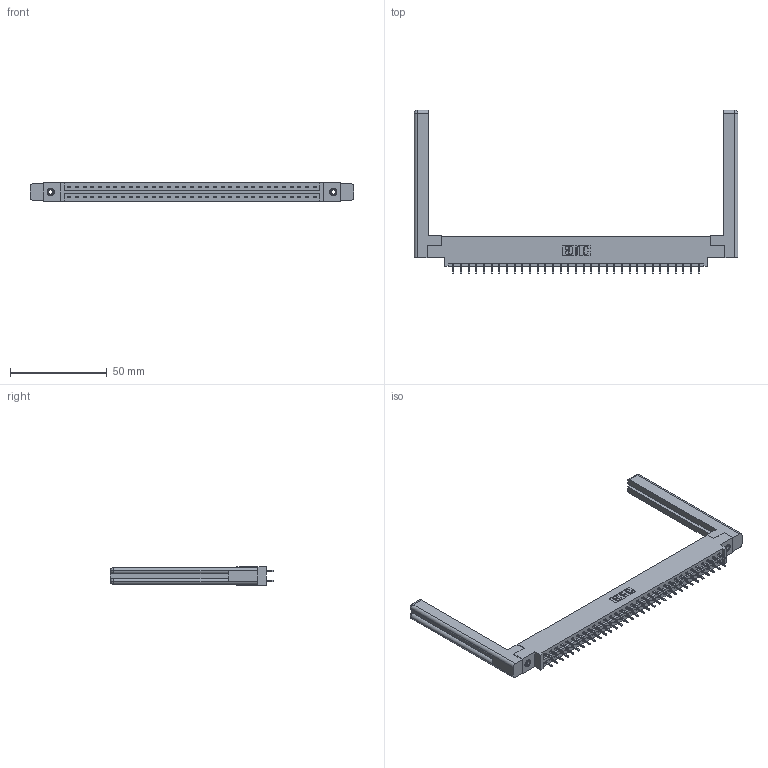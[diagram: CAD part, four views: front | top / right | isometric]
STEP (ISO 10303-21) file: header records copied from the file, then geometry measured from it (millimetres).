
FILE_DESCRIPTION (( 'STEP AP203' ), '1' );
FILE_NAME ('337-066-521-858.STEP', '2019-10-12T00:41:07', ( '' ), ( '' ), 'SwSTEP 2.0', 'SolidWorks 2016', '' );
FILE_SCHEMA (( 'CONFIG_CONTROL_DESIGN' ));
Length unit declared in the file: inch
Products named in the file (5): 337-066-521-858; 345-250-001_345-250-001-102; 307-220-058; 337 Part_0.170 Offset - 0.156 Dia-TI; 345-292-001_345-293-121
Assembly tree (71 placements, depth 2):
  337-066-521-858
    337 Part_0.170 Offset - 0.156 Dia-TI
    345-292-001_345-293-121  x66
    345-250-001_345-250-001-102  x2
    307-220-058  x2
Bounding box: 167.39 x 84.46 x 9.4 mm (x, y, z)
Volume: 24518.6 mm3; surface area: 24515.4 mm2
Topology: 71 solids, 71 shells, 3824 faces, 11303 edges, 7434 vertices
Faces by surface type: plane 2666, cylinder 1134, cone 12, torus 12
Entity records: 29534 total; most frequent: CARTESIAN_POINT 4993, ORIENTED_EDGE 4868, DIRECTION 4278, EDGE_CURVE 2434, LINE 2258, VECTOR 2258, VERTEX_POINT 1614, AXIS2_PLACEMENT_3D 1010
